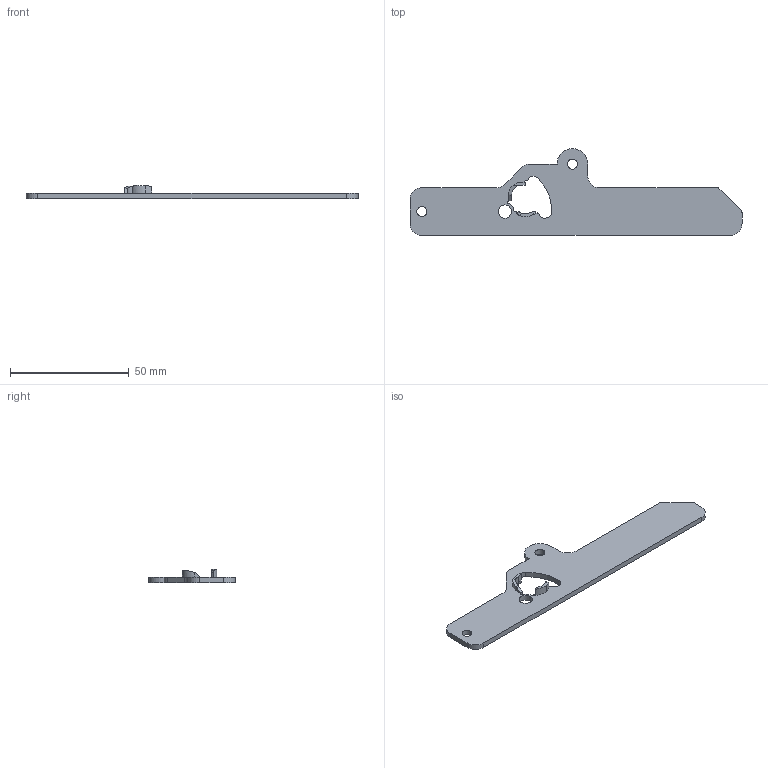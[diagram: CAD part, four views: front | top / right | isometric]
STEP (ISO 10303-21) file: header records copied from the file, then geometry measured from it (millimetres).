
FILE_DESCRIPTION (( 'STEP AP203' ), '1' );
FILE_NAME ('sone3D.STEP', '2014-09-01T08:02:51', ( '' ), ( '' ), 'SwSTEP 2.0', 'SolidWorks 2012', '' );
FILE_SCHEMA (( 'CONFIG_CONTROL_DESIGN' ));
Length unit declared in the file: millimetre
Products named in the file (1): sone3D
Bounding box: 140 x 36.5 x 5.65 mm (x, y, z)
Volume: 6616.5 mm3; surface area: 6806.4 mm2
Topology: 1 solids, 1 shells, 66 faces, 186 edges, 122 vertices
Faces by surface type: cylinder 35, plane 29, torus 2
Entity records: 2289 total; most frequent: CARTESIAN_POINT 481, ORIENTED_EDGE 372, DIRECTION 358, EDGE_CURVE 186, AXIS2_PLACEMENT_3D 129, VERTEX_POINT 122, LINE 100, VECTOR 100
